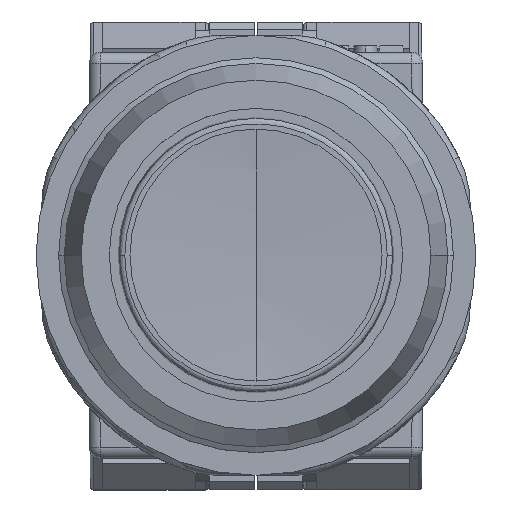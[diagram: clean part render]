
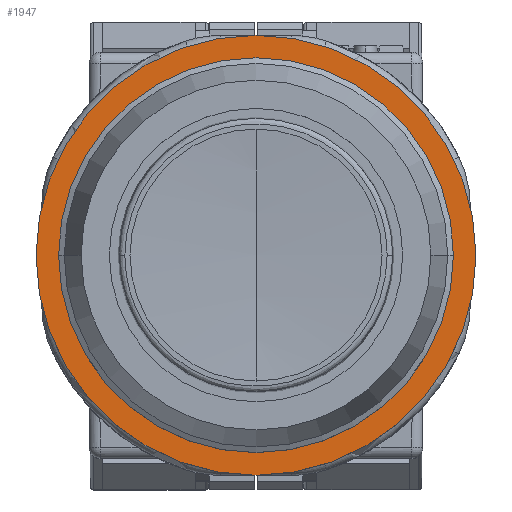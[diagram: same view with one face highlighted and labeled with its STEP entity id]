
A CAD part, top view. The second image highlights one B-rep face of the part: STEP entity #1947.
In plain terms, the highlighted planar face has unit normal (0, 0, 1).
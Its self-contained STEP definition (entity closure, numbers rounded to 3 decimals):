
#209 = PLANE ( 'NONE',  #1446 ) ;
#634 = AXIS2_PLACEMENT_3D ( 'NONE', #6176, #10666, #9052 ) ;
#722 = DIRECTION ( 'NONE',  ( -1., 0., 0. ) ) ;
#922 = AXIS2_PLACEMENT_3D ( 'NONE', #4437, #2766, #1059 ) ;
#1059 = DIRECTION ( 'NONE',  ( -1., 0., 0. ) ) ;
#1075 = CARTESIAN_POINT ( 'NONE',  ( 0., 0., 1.5 ) ) ;
#1446 = AXIS2_PLACEMENT_3D ( 'NONE', #12957, #11320, #9689 ) ;
#1822 = VERTEX_POINT ( 'NONE', #14827 ) ;
#1947 = ADVANCED_FACE ( 'NONE', ( #7825, #2579 ), #209, .T. ) ;
#2381 = DIRECTION ( 'NONE',  ( 0., 0., 1. ) ) ;
#2496 = CIRCLE ( 'NONE', #922, 14.75 ) ;
#2579 = FACE_OUTER_BOUND ( 'NONE', #4169, .T. ) ;
#2766 = DIRECTION ( 'NONE',  ( 0., 0., 1. ) ) ;
#4080 = CARTESIAN_POINT ( 'NONE',  ( 0., 0., 1.5 ) ) ;
#4169 = EDGE_LOOP ( 'NONE', ( #10226, #6211 ) ) ;
#4199 = CIRCLE ( 'NONE', #12731, 14.75 ) ;
#4437 = CARTESIAN_POINT ( 'NONE',  ( 0., 0., 1.5 ) ) ;
#4594 = VERTEX_POINT ( 'NONE', #11345 ) ;
#5172 = ORIENTED_EDGE ( 'NONE', *, *, #14211, .F. ) ;
#6176 = CARTESIAN_POINT ( 'NONE',  ( 0., 0., 1.5 ) ) ;
#6211 = ORIENTED_EDGE ( 'NONE', *, *, #11110, .T. ) ;
#6988 = VERTEX_POINT ( 'NONE', #11460 ) ;
#7825 = FACE_BOUND ( 'NONE', #14016, .T. ) ;
#8140 = AXIS2_PLACEMENT_3D ( 'NONE', #1075, #15408, #13784 ) ;
#8972 = EDGE_CURVE ( 'NONE', #1822, #6988, #2496, .T. ) ;
#9052 = DIRECTION ( 'NONE',  ( -1., 0., 0. ) ) ;
#9055 = CIRCLE ( 'NONE', #634, 19.5 ) ;
#9689 = DIRECTION ( 'NONE',  ( 1., 0., 0. ) ) ;
#9812 = ORIENTED_EDGE ( 'NONE', *, *, #8972, .F. ) ;
#10226 = ORIENTED_EDGE ( 'NONE', *, *, #13848, .T. ) ;
#10666 = DIRECTION ( 'NONE',  ( 0., 0., 1. ) ) ;
#11110 = EDGE_CURVE ( 'NONE', #15886, #4594, #12493, .T. ) ;
#11320 = DIRECTION ( 'NONE',  ( 0., 0., 1. ) ) ;
#11345 = CARTESIAN_POINT ( 'NONE',  ( -19.5, 0., 1.5 ) ) ;
#11460 = CARTESIAN_POINT ( 'NONE',  ( -14.75, 0., 1.5 ) ) ;
#12493 = CIRCLE ( 'NONE', #8140, 19.5 ) ;
#12731 = AXIS2_PLACEMENT_3D ( 'NONE', #4080, #2381, #722 ) ;
#12957 = CARTESIAN_POINT ( 'NONE',  ( -19.734, -19.734, 1.5 ) ) ;
#13784 = DIRECTION ( 'NONE',  ( -1., 0., 0. ) ) ;
#13848 = EDGE_CURVE ( 'NONE', #4594, #15886, #9055, .T. ) ;
#14016 = EDGE_LOOP ( 'NONE', ( #5172, #9812 ) ) ;
#14211 = EDGE_CURVE ( 'NONE', #6988, #1822, #4199, .T. ) ;
#14827 = CARTESIAN_POINT ( 'NONE',  ( 14.75, 0., 1.5 ) ) ;
#15408 = DIRECTION ( 'NONE',  ( 0., 0., 1. ) ) ;
#15447 = CARTESIAN_POINT ( 'NONE',  ( 19.5, 0., 1.5 ) ) ;
#15886 = VERTEX_POINT ( 'NONE', #15447 ) ;
